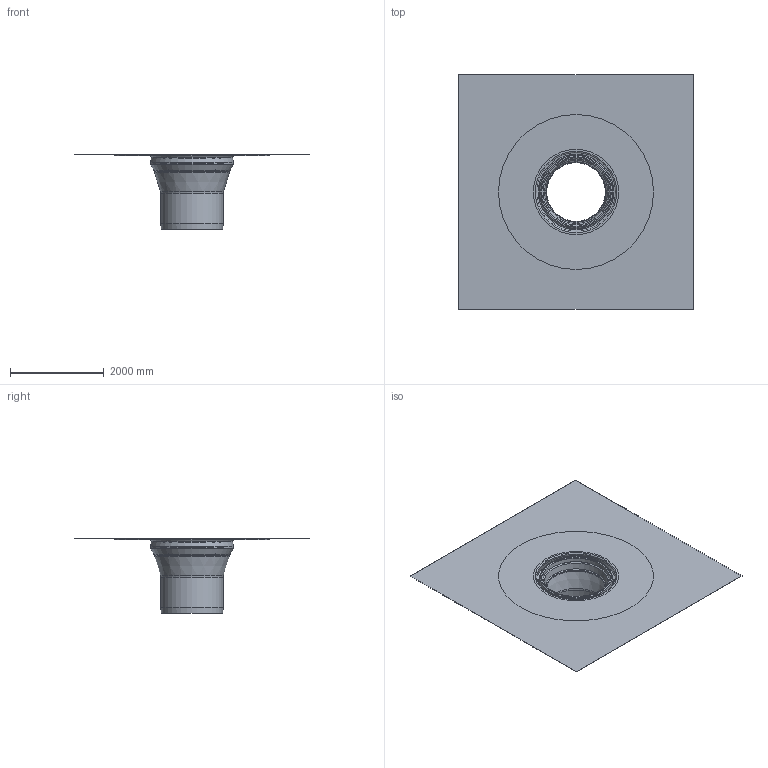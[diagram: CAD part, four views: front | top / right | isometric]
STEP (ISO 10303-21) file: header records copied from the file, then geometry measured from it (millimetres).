
FILE_DESCRIPTION(/* description */ (''),/* implementation_level */ '2;1');
FILE_NAME(/* name */ '16206.100X_3D.stp',/* time_stamp */ '2024-12-12T06:56:54+01:00',/* author */ ('CAD'),/* organization */ (''),/* preprocessor_version */ 'ST-DEVELOPER v20',/* originating_system */ 'AutoCAD Mechanical',/* authorisation */ '');
FILE_SCHEMA (('AUTOMOTIVE_DESIGN { 1 0 10303 214 3 1 1 }'));
Length unit declared in the file: centimetre
Products named in the file (2): Product; *S0
Assembly tree (1 placements, depth 2):
  Product
    *S0
Bounding box: 5000 x 5000 x 1585 mm (x, y, z)
Volume: 517312009.8 mm3; surface area: 86149379.8 mm2
Topology: 5 solids, 6 shells, 74 faces, 180 edges, 120 vertices
Faces by surface type: torus 24, cone 21, plane 17, cylinder 12
Full cylindrical faces by diameter (mm): 1250 x1, 1280 x1, 1330 x1, 1460 x2, 1500 x2, 1520 x1, 1548.493 x1, 1740 x1, 1770 x1, 3300 x1
Entity records: 2361 total; most frequent: DIRECTION 466, CARTESIAN_POINT 380, ORIENTED_EDGE 356, AXIS2_PLACEMENT_3D 210, EDGE_CURVE 178, CIRCLE 133, VERTEX_POINT 117, EDGE_LOOP 87
